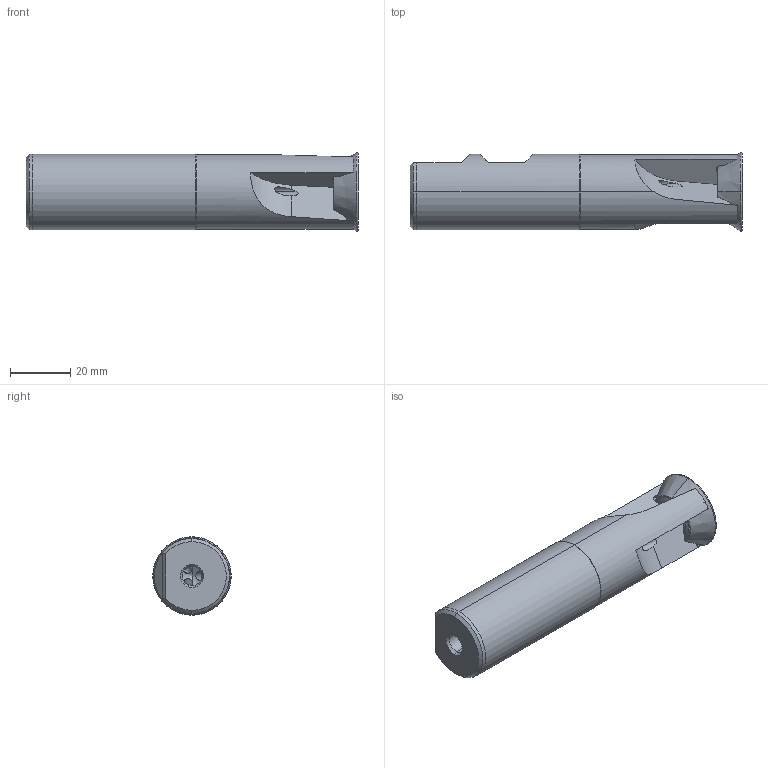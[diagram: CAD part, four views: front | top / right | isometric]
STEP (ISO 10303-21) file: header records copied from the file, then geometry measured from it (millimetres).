
FILE_DESCRIPTION (( 'STEP AP214' ), '1' );
FILE_NAME ('VS 90-M16-84.STEP', '2016-06-14T13:16:45', ( '' ), ( '' ), 'SwSTEP 2.0', 'SolidWorks 2016', '' );
FILE_SCHEMA (( 'AUTOMOTIVE_DESIGN' ));
Length unit declared in the file: millimetre
Products named in the file (1): VS 90-M16-84
Bounding box: 109.99 x 25.98 x 25.98 mm (x, y, z)
Volume: 43694.9 mm3; surface area: 12207.9 mm2
Topology: 1 solids, 1 shells, 85 faces, 265 edges, 168 vertices
Faces by surface type: cone 29, plane 25, cylinder 23, torus 8
Entity records: 3715 total; most frequent: CARTESIAN_POINT 1194, ORIENTED_EDGE 526, DIRECTION 405, EDGE_CURVE 263, VERTEX_POINT 168, AXIS2_PLACEMENT_3D 162, EDGE_LOOP 91, FACE_OUTER_BOUND 85
